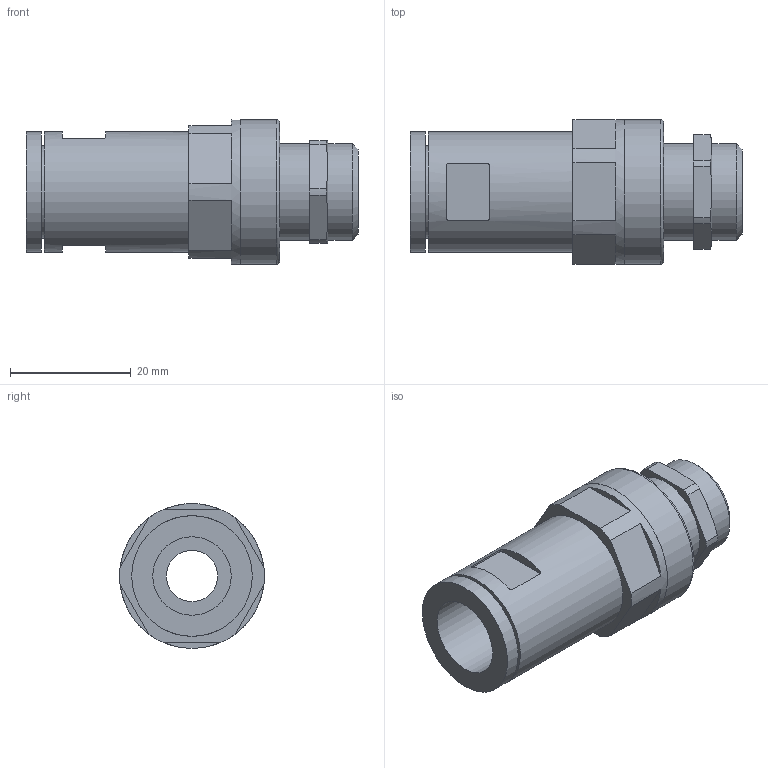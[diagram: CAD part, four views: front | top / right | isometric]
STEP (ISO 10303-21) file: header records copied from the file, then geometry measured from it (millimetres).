
FILE_DESCRIPTION( ( 'STEP AP203' ), '1' );
FILE_NAME( 'FLEXA RQGKZE-M 5111.013.216.stp', '2020-03-25T08:17:22', ( 'License CC BY-ND 4.0' ), ( 'CADENAS' ), ' ', 'PARTsolutions', ' ' );
FILE_SCHEMA( ( 'CONFIG_CONTROL_DESIGN' ) );
Length unit declared in the file: millimetre
Products named in the file (3): FLEXA RQGKZE-M 5111.013.216; _FLEXA RQGK2-M 5108.013.216; _FLEXA RQGKZE-M-Zwischenstutzen 5111.013.216
Assembly tree (2 placements, depth 2):
  FLEXA RQGKZE-M 5111.013.216
    _FLEXA RQGK2-M 5108.013.216
    _FLEXA RQGKZE-M-Zwischenstutzen 5111.013.216
Bounding box: 55 x 24 x 24 mm (x, y, z)
Volume: 11072.1 mm3; surface area: 7321.5 mm2
Topology: 2 solids, 2 shells, 82 faces, 190 edges, 123 vertices
Faces by surface type: plane 42, cylinder 28, cone 11, torus 1
Full cylindrical faces by diameter (mm): 8.5 x1, 9 x1, 12.2 x1, 13 x1, 14.16 x1, 15.3 x1, 16 x2, 18.88 x1, 19.28 x1, 20 x2, 23.98 x1, 24 x1
Entity records: 2354 total; most frequent: CARTESIAN_POINT 455, DIRECTION 388, ORIENTED_EDGE 328, EDGE_CURVE 164, AXIS2_PLACEMENT_3D 159, EDGE_LOOP 118, VERTEX_POINT 118, FACE_OUTER_BOUND 97
